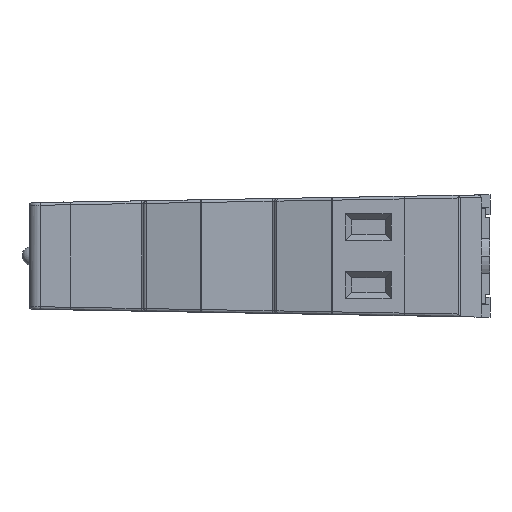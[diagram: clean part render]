
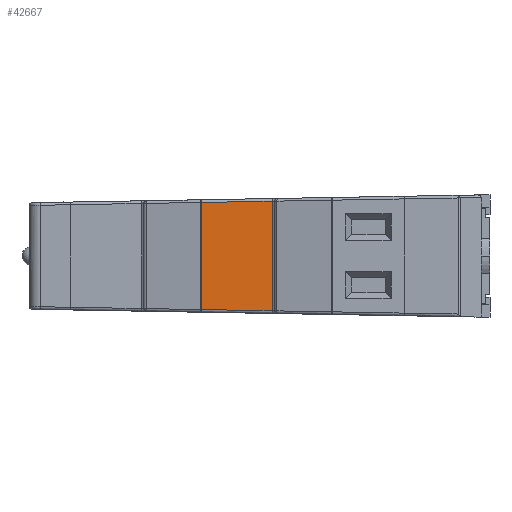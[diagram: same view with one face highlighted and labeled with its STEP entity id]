
A CAD part, left-side view. The second image highlights one B-rep face of the part: STEP entity #42667.
In plain terms, the highlighted planar face has unit normal (-1, 0, 0).
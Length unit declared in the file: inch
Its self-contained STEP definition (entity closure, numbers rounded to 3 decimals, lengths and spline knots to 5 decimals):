
#1091 = CARTESIAN_POINT ( 'NONE',  ( -1.32, 2.10421, -1.2875 ) ) ;
#2946 = VECTOR ( 'NONE', #31608, 39.37008 ) ;
#3410 = LINE ( 'NONE', #40751, #44133 ) ;
#3687 = ORIENTED_EDGE ( 'NONE', *, *, #33248, .T. ) ;
#4993 = DIRECTION ( 'NONE',  ( 0., 0., -1. ) ) ;
#5383 = DIRECTION ( 'NONE',  ( 0., 0., -1. ) ) ;
#5622 = VERTEX_POINT ( 'NONE', #20149 ) ;
#6135 = CARTESIAN_POINT ( 'NONE',  ( -1.32, 1.218, -0.30624 ) ) ;
#8775 = VERTEX_POINT ( 'NONE', #40359 ) ;
#10572 = CARTESIAN_POINT ( 'NONE',  ( -1.32, 2.13175, 0.29029 ) ) ;
#13455 = LINE ( 'NONE', #35228, #2946 ) ;
#18866 = FACE_OUTER_BOUND ( 'NONE', #20767, .T. ) ;
#19082 = LINE ( 'NONE', #10572, #29557 ) ;
#19502 = DIRECTION ( 'NONE',  ( 0., -1., -0.017 ) ) ;
#20149 = CARTESIAN_POINT ( 'NONE',  ( -1.32, 1.61369, 0.29933 ) ) ;
#20767 = EDGE_LOOP ( 'NONE', ( #46544, #36302, #37043, #3687 ) ) ;
#24515 = EDGE_CURVE ( 'NONE', #46197, #32890, #13455, .T. ) ;
#24518 = PLANE ( 'NONE',  #46085 ) ;
#25114 = EDGE_CURVE ( 'NONE', #8775, #46197, #39870, .T. ) ;
#26964 = CARTESIAN_POINT ( 'NONE',  ( -1.32, 1.218, 0.30624 ) ) ;
#28146 = VECTOR ( 'NONE', #19502, 39.37008 ) ;
#28623 = DIRECTION ( 'NONE',  ( 1., 0., 0. ) ) ;
#29557 = VECTOR ( 'NONE', #30022, 39.37008 ) ;
#30022 = DIRECTION ( 'NONE',  ( 0., 1., -0.017 ) ) ;
#31608 = DIRECTION ( 'NONE',  ( 0., 0., 1. ) ) ;
#32890 = VERTEX_POINT ( 'NONE', #26964 ) ;
#33248 = EDGE_CURVE ( 'NONE', #5622, #8775, #3410, .T. ) ;
#35167 = CARTESIAN_POINT ( 'NONE',  ( -1.32, 2.08682, -0.29107 ) ) ;
#35228 = CARTESIAN_POINT ( 'NONE',  ( -1.32, 1.218, 0.3215 ) ) ;
#36302 = ORIENTED_EDGE ( 'NONE', *, *, #24515, .T. ) ;
#36517 = EDGE_CURVE ( 'NONE', #32890, #5622, #19082, .T. ) ;
#37043 = ORIENTED_EDGE ( 'NONE', *, *, #36517, .T. ) ;
#39870 = LINE ( 'NONE', #35167, #28146 ) ;
#40359 = CARTESIAN_POINT ( 'NONE',  ( -1.32, 1.61369, -0.29933 ) ) ;
#40751 = CARTESIAN_POINT ( 'NONE',  ( -1.32, 1.61369, -0.31431 ) ) ;
#42667 = ADVANCED_FACE ( 'NONE', ( #18866 ), #24518, .F. ) ;
#44133 = VECTOR ( 'NONE', #5383, 39.37008 ) ;
#46085 = AXIS2_PLACEMENT_3D ( 'NONE', #1091, #28623, #4993 ) ;
#46197 = VERTEX_POINT ( 'NONE', #6135 ) ;
#46544 = ORIENTED_EDGE ( 'NONE', *, *, #25114, .T. ) ;
